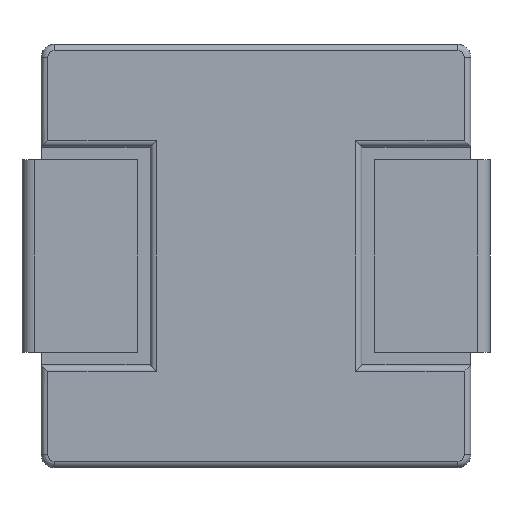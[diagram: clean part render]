
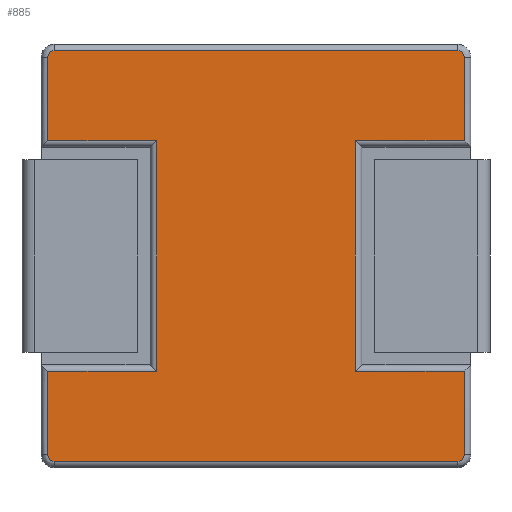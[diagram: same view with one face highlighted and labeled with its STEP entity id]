
A CAD part, front view. The second image highlights one B-rep face of the part: STEP entity #885.
In plain terms, the highlighted planar face has unit normal (0, -1, 0).
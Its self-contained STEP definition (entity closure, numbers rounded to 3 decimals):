
#40=PLANE('',#972);
#83=FACE_OUTER_BOUND('',#135,.T.);
#135=EDGE_LOOP('',(#665,#666,#667,#668,#669,#670,#671,#672,#673,#674,#675,
#676,#677,#678,#679,#680));
#190=LINE('',#1409,#272);
#192=LINE('',#1428,#274);
#194=LINE('',#1448,#276);
#195=LINE('',#1451,#277);
#196=LINE('',#1453,#278);
#197=LINE('',#1455,#279);
#198=LINE('',#1457,#280);
#199=LINE('',#1461,#281);
#200=LINE('',#1465,#282);
#201=LINE('',#1467,#283);
#202=LINE('',#1469,#284);
#203=LINE('',#1470,#285);
#272=VECTOR('',#1106,10.);
#274=VECTOR('',#1118,10.);
#276=VECTOR('',#1130,10.);
#277=VECTOR('',#1133,10.);
#278=VECTOR('',#1134,10.);
#279=VECTOR('',#1135,10.);
#280=VECTOR('',#1136,10.);
#281=VECTOR('',#1139,10.);
#282=VECTOR('',#1142,10.);
#283=VECTOR('',#1143,10.);
#284=VECTOR('',#1144,10.);
#285=VECTOR('',#1145,10.);
#353=CIRCLE('',#964,0.1);
#357=CIRCLE('',#969,0.1);
#358=CIRCLE('',#973,0.1);
#359=CIRCLE('',#974,0.1);
#400=VERTEX_POINT('',#1406);
#401=VERTEX_POINT('',#1408);
#402=VERTEX_POINT('',#1420);
#403=VERTEX_POINT('',#1424);
#405=VERTEX_POINT('',#1438);
#407=VERTEX_POINT('',#1444);
#409=VERTEX_POINT('',#1450);
#410=VERTEX_POINT('',#1452);
#411=VERTEX_POINT('',#1454);
#412=VERTEX_POINT('',#1456);
#413=VERTEX_POINT('',#1458);
#414=VERTEX_POINT('',#1460);
#415=VERTEX_POINT('',#1462);
#416=VERTEX_POINT('',#1464);
#417=VERTEX_POINT('',#1466);
#418=VERTEX_POINT('',#1468);
#493=EDGE_CURVE('',#400,#401,#190,.T.);
#496=EDGE_CURVE('',#401,#402,#353,.T.);
#499=EDGE_CURVE('',#402,#403,#192,.T.);
#502=EDGE_CURVE('',#403,#405,#357,.T.);
#505=EDGE_CURVE('',#405,#407,#194,.T.);
#506=EDGE_CURVE('',#409,#400,#195,.T.);
#507=EDGE_CURVE('',#410,#409,#196,.T.);
#508=EDGE_CURVE('',#411,#410,#197,.T.);
#509=EDGE_CURVE('',#412,#411,#198,.T.);
#510=EDGE_CURVE('',#413,#412,#358,.T.);
#511=EDGE_CURVE('',#414,#413,#199,.T.);
#512=EDGE_CURVE('',#415,#414,#359,.T.);
#513=EDGE_CURVE('',#416,#415,#200,.T.);
#514=EDGE_CURVE('',#417,#416,#201,.T.);
#515=EDGE_CURVE('',#418,#417,#202,.T.);
#516=EDGE_CURVE('',#407,#418,#203,.T.);
#665=ORIENTED_EDGE('',*,*,#505,.F.);
#666=ORIENTED_EDGE('',*,*,#502,.F.);
#667=ORIENTED_EDGE('',*,*,#499,.F.);
#668=ORIENTED_EDGE('',*,*,#496,.F.);
#669=ORIENTED_EDGE('',*,*,#493,.F.);
#670=ORIENTED_EDGE('',*,*,#506,.F.);
#671=ORIENTED_EDGE('',*,*,#507,.F.);
#672=ORIENTED_EDGE('',*,*,#508,.F.);
#673=ORIENTED_EDGE('',*,*,#509,.F.);
#674=ORIENTED_EDGE('',*,*,#510,.F.);
#675=ORIENTED_EDGE('',*,*,#511,.F.);
#676=ORIENTED_EDGE('',*,*,#512,.F.);
#677=ORIENTED_EDGE('',*,*,#513,.F.);
#678=ORIENTED_EDGE('',*,*,#514,.F.);
#679=ORIENTED_EDGE('',*,*,#515,.F.);
#680=ORIENTED_EDGE('',*,*,#516,.F.);
#885=ADVANCED_FACE('',(#83),#40,.T.);
#964=AXIS2_PLACEMENT_3D('',#1422,#1111,#1112);
#969=AXIS2_PLACEMENT_3D('',#1442,#1123,#1124);
#972=AXIS2_PLACEMENT_3D('',#1449,#1131,#1132);
#973=AXIS2_PLACEMENT_3D('',#1459,#1137,#1138);
#974=AXIS2_PLACEMENT_3D('',#1463,#1140,#1141);
#1106=DIRECTION('',(0.,0.,1.));
#1111=DIRECTION('center_axis',(0.,1.,0.));
#1112=DIRECTION('ref_axis',(-0.707,0.,0.707));
#1118=DIRECTION('',(1.,0.,0.));
#1123=DIRECTION('center_axis',(0.,1.,0.));
#1124=DIRECTION('ref_axis',(0.707,0.,0.707));
#1130=DIRECTION('',(0.,0.,-1.));
#1131=DIRECTION('center_axis',(0.,-1.,0.));
#1132=DIRECTION('ref_axis',(0.,0.,-1.));
#1133=DIRECTION('',(-1.,0.,0.));
#1134=DIRECTION('',(0.,0.,1.));
#1135=DIRECTION('',(1.,0.,0.));
#1136=DIRECTION('',(0.,0.,1.));
#1137=DIRECTION('center_axis',(0.,1.,0.));
#1138=DIRECTION('ref_axis',(-0.707,0.,-0.707));
#1139=DIRECTION('',(-1.,0.,0.));
#1140=DIRECTION('center_axis',(0.,1.,0.));
#1141=DIRECTION('ref_axis',(0.707,0.,-0.707));
#1142=DIRECTION('',(0.,0.,-1.));
#1143=DIRECTION('',(1.,0.,0.));
#1144=DIRECTION('',(0.,0.,-1.));
#1145=DIRECTION('',(-1.,0.,0.));
#1406=CARTESIAN_POINT('',(0.1,0.,-1.5));
#1408=CARTESIAN_POINT('',(0.1,0.,-0.2));
#1409=CARTESIAN_POINT('',(0.1,0.,0.));
#1420=CARTESIAN_POINT('',(0.2,0.,-0.1));
#1422=CARTESIAN_POINT('Origin',(0.2,0.,-0.2));
#1424=CARTESIAN_POINT('',(6.5,0.,-0.1));
#1428=CARTESIAN_POINT('',(0.,0.,-0.1));
#1438=CARTESIAN_POINT('',(6.6,0.,-0.2));
#1442=CARTESIAN_POINT('Origin',(6.5,0.,-0.2));
#1444=CARTESIAN_POINT('',(6.6,0.,-1.5));
#1448=CARTESIAN_POINT('',(6.6,0.,0.));
#1449=CARTESIAN_POINT('Origin',(0.,0.,0.));
#1450=CARTESIAN_POINT('',(1.8,0.,-1.5));
#1451=CARTESIAN_POINT('',(0.,0.,-1.5));
#1452=CARTESIAN_POINT('',(1.8,0.,-5.1));
#1453=CARTESIAN_POINT('',(1.8,0.,-2.5));
#1454=CARTESIAN_POINT('',(0.1,0.,-5.1));
#1455=CARTESIAN_POINT('',(0.,0.,-5.1));
#1456=CARTESIAN_POINT('',(0.1,0.,-6.4));
#1457=CARTESIAN_POINT('',(0.1,0.,0.));
#1458=CARTESIAN_POINT('',(0.2,0.,-6.5));
#1459=CARTESIAN_POINT('Origin',(0.2,0.,-6.4));
#1460=CARTESIAN_POINT('',(6.5,0.,-6.5));
#1461=CARTESIAN_POINT('',(0.,0.,-6.5));
#1462=CARTESIAN_POINT('',(6.6,0.,-6.4));
#1463=CARTESIAN_POINT('Origin',(6.5,0.,-6.4));
#1464=CARTESIAN_POINT('',(6.6,0.,-5.1));
#1465=CARTESIAN_POINT('',(6.6,0.,0.));
#1466=CARTESIAN_POINT('',(4.9,0.,-5.1));
#1467=CARTESIAN_POINT('',(3.35,0.,-5.1));
#1468=CARTESIAN_POINT('',(4.9,0.,-1.5));
#1469=CARTESIAN_POINT('',(4.9,0.,-2.5));
#1470=CARTESIAN_POINT('',(3.35,0.,-1.5));
